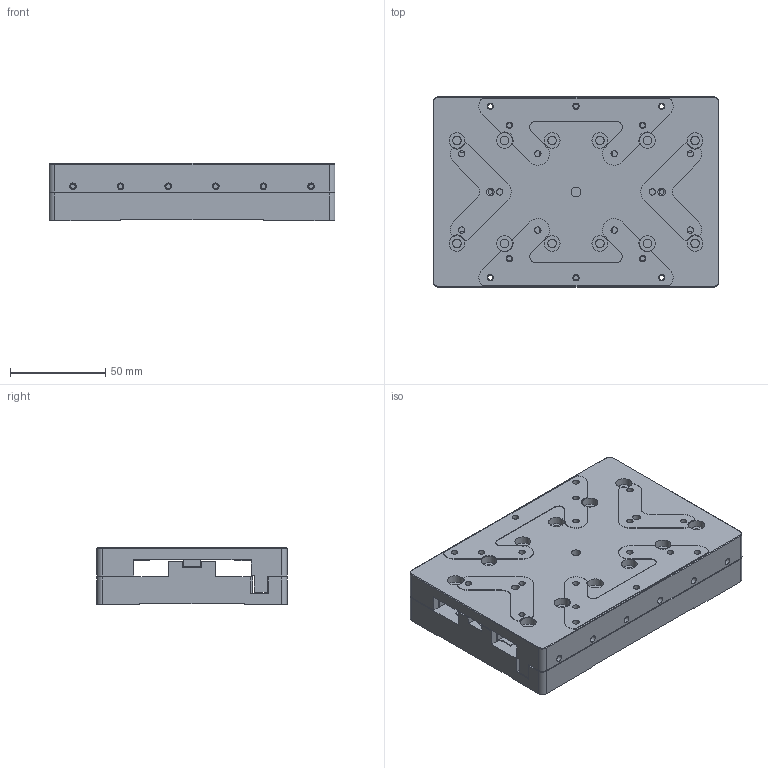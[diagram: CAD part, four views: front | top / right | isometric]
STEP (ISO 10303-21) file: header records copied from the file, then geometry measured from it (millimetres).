
FILE_DESCRIPTION (( 'STEP AP203' ), '1' );
FILE_NAME ('527457¸üÐÂ4.17.STEP', '2025-04-18T08:07:42', ( 'Windows User' ), ( 'P R C' ), 'SwSTEP 2.0', 'SolidWorks 2020', '' );
FILE_SCHEMA (( 'CONFIG_CONTROL_DESIGN' ));
Length unit declared in the file: millimetre
Products named in the file (4): JZ_LS3-1080-V2-JCEL; DG_LS3-1080-V2-JCEL; 527457載陔4.17; HT_LS3-1080-V2-JCEL
Assembly tree (3 placements, depth 2):
  527457載陔4.17
    JZ_LS3-1080-V2-JCEL
    HT_LS3-1080-V2-JCEL
    DG_LS3-1080-V2-JCEL
Bounding box: 150 x 100 x 30 mm (x, y, z)
Volume: 386012.1 mm3; surface area: 112778 mm2
Topology: 3 solids, 3 shells, 723 faces, 1961 edges, 1285 vertices
Faces by surface type: plane 379, cylinder 298, cone 46
Full cylindrical faces by diameter (mm): 2.5 x21, 2.9 x2, 3.2 x4, 3.3 x20, 3.5 x6, 3.6 x2, 4 x4, 4.5 x28, 4.8 x4, 5 x1, 5.2 x2, 6.2 x2, 6.5 x4, 6.6 x4, 8 x4, 8.25 x20, 11.2 x4
Entity records: 22462 total; most frequent: DIRECTION 3868, CARTESIAN_POINT 3807, ORIENTED_EDGE 3548, EDGE_CURVE 1774, AXIS2_PLACEMENT_3D 1391, VERTEX_POINT 1256, LINE 1086, VECTOR 1086
